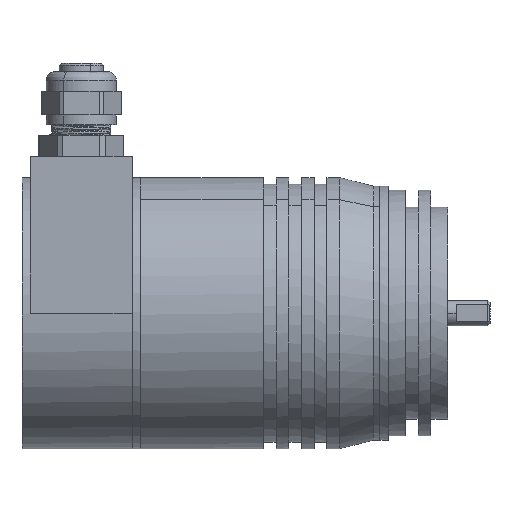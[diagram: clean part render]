
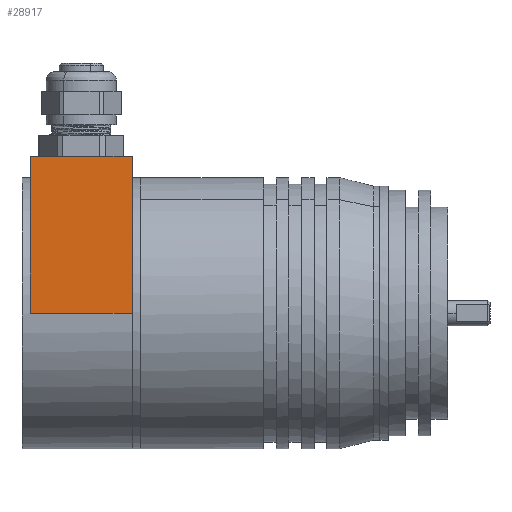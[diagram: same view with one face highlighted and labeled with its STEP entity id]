
A CAD part, left-side view. The second image highlights one B-rep face of the part: STEP entity #28917.
In plain terms, the highlighted planar face has unit normal (-1, 0, 0).
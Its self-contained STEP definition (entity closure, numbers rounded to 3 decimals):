
#690 = CARTESIAN_POINT ( 'NONE',  ( -56.244, 97.669, 12.333 ) ) ;
#3270 = EDGE_CURVE ( 'NONE', #6320, #51766, #21716, .T. ) ;
#3788 = DIRECTION ( 'NONE',  ( 1., 0., 0. ) ) ;
#4327 = DIRECTION ( 'NONE',  ( 0., 0., -1. ) ) ;
#6320 = VERTEX_POINT ( 'NONE', #35742 ) ;
#6588 = CARTESIAN_POINT ( 'NONE',  ( -56.244, 89.669, 37. ) ) ;
#7533 = EDGE_LOOP ( 'NONE', ( #10871, #7992, #15492, #45315 ) ) ;
#7852 = PLANE ( 'NONE',  #8972 ) ;
#7992 = ORIENTED_EDGE ( 'NONE', *, *, #3270, .F. ) ;
#8972 = AXIS2_PLACEMENT_3D ( 'NONE', #37076, #3788, #4327 ) ;
#9142 = CARTESIAN_POINT ( 'NONE',  ( -56.244, 73.669, 12.333 ) ) ;
#10871 = ORIENTED_EDGE ( 'NONE', *, *, #20409, .T. ) ;
#11974 = CARTESIAN_POINT ( 'NONE',  ( -56.244, 73.669, 0. ) ) ;
#12791 = CARTESIAN_POINT ( 'NONE',  ( -56.244, 73.669, 37. ) ) ;
#13973 = CARTESIAN_POINT ( 'NONE',  ( -56.244, 97.669, 37. ) ) ;
#15492 = ORIENTED_EDGE ( 'NONE', *, *, #40254, .F. ) ;
#15704 = CARTESIAN_POINT ( 'NONE',  ( -56.244, 89.669, 0. ) ) ;
#16445 = B_SPLINE_CURVE_WITH_KNOTS ( 'NONE', 3,
 ( #16814, #9142, #41876, #34539 ),
 .UNSPECIFIED., .F., .F.,
 ( 4, 4 ),
 ( 0., 1. ),
 .UNSPECIFIED. ) ;
#16510 = CARTESIAN_POINT ( 'NONE',  ( -56.244, 97.669, 0. ) ) ;
#16814 = CARTESIAN_POINT ( 'NONE',  ( -56.244, 73.669, 0. ) ) ;
#18979 = B_SPLINE_CURVE_WITH_KNOTS ( 'NONE', 3,
 ( #38817, #22173, #6588, #13973 ),
 .UNSPECIFIED., .F., .F.,
 ( 4, 4 ),
 ( 0., 1. ),
 .UNSPECIFIED. ) ;
#20409 = EDGE_CURVE ( 'NONE', #45701, #51766, #18979, .T. ) ;
#21716 = B_SPLINE_CURVE_WITH_KNOTS ( 'NONE', 3,
 ( #16510, #690, #29050, #33158 ),
 .UNSPECIFIED., .F., .F.,
 ( 4, 4 ),
 ( 0., 1. ),
 .UNSPECIFIED. ) ;
#22173 = CARTESIAN_POINT ( 'NONE',  ( -56.244, 81.669, 37. ) ) ;
#25334 = FACE_OUTER_BOUND ( 'NONE', #7533, .T. ) ;
#27732 = CARTESIAN_POINT ( 'NONE',  ( -56.244, 73.669, 0. ) ) ;
#28092 = B_SPLINE_CURVE_WITH_KNOTS ( 'NONE', 3,
 ( #27732, #44337, #15704, #44614 ),
 .UNSPECIFIED., .F., .F.,
 ( 4, 4 ),
 ( 0., 1. ),
 .UNSPECIFIED. ) ;
#28917 = ADVANCED_FACE ( 'NONE', ( #25334 ), #7852, .F. ) ;
#29050 = CARTESIAN_POINT ( 'NONE',  ( -56.244, 97.669, 24.667 ) ) ;
#32002 = CARTESIAN_POINT ( 'NONE',  ( -56.244, 97.669, 37. ) ) ;
#33158 = CARTESIAN_POINT ( 'NONE',  ( -56.244, 97.669, 37. ) ) ;
#34539 = CARTESIAN_POINT ( 'NONE',  ( -56.244, 73.669, 37. ) ) ;
#35742 = CARTESIAN_POINT ( 'NONE',  ( -56.244, 97.669, 0. ) ) ;
#37076 = CARTESIAN_POINT ( 'NONE',  ( -56.244, 97.669, 0. ) ) ;
#38620 = EDGE_CURVE ( 'NONE', #46353, #45701, #16445, .T. ) ;
#38817 = CARTESIAN_POINT ( 'NONE',  ( -56.244, 73.669, 37. ) ) ;
#40254 = EDGE_CURVE ( 'NONE', #46353, #6320, #28092, .T. ) ;
#41876 = CARTESIAN_POINT ( 'NONE',  ( -56.244, 73.669, 24.667 ) ) ;
#44337 = CARTESIAN_POINT ( 'NONE',  ( -56.244, 81.669, 0. ) ) ;
#44614 = CARTESIAN_POINT ( 'NONE',  ( -56.244, 97.669, 0. ) ) ;
#45315 = ORIENTED_EDGE ( 'NONE', *, *, #38620, .T. ) ;
#45701 = VERTEX_POINT ( 'NONE', #12791 ) ;
#46353 = VERTEX_POINT ( 'NONE', #11974 ) ;
#51766 = VERTEX_POINT ( 'NONE', #32002 ) ;
